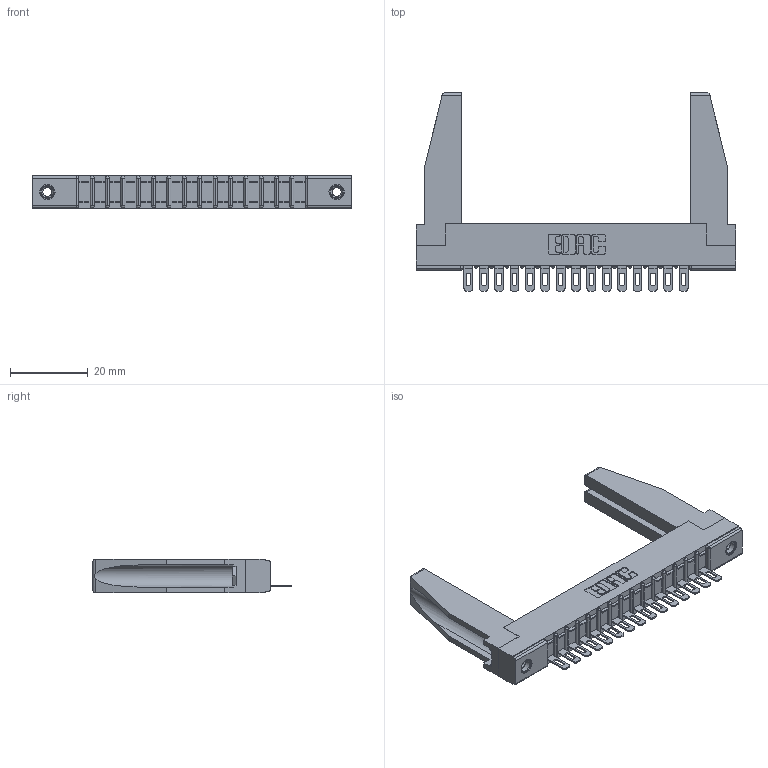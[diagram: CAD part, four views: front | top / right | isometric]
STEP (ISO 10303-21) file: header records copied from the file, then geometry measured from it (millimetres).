
FILE_DESCRIPTION (( 'STEP AP203' ), '1' );
FILE_NAME ('307-015-501-178.STEP', '2019-09-04T20:52:46', ( '' ), ( '' ), 'SwSTEP 2.0', 'SolidWorks 2016', '' );
FILE_SCHEMA (( 'CONFIG_CONTROL_DESIGN' ));
Length unit declared in the file: inch
Products named in the file (5): 307 Part_.156 Dia Mounting Holes; 307-015-501-178; 307-220-078; 345-250-001_345-250-001-102; 307-290-002_501
Assembly tree (20 placements, depth 2):
  307-015-501-178
    307 Part_.156 Dia Mounting Holes
    307-290-002_501  x15
    307-220-078  x2
    345-250-001_345-250-001-102  x2
Bounding box: 82.45 x 51.13 x 8.71 mm (x, y, z)
Volume: 9445.8 mm3; surface area: 13449.7 mm2
Topology: 20 solids, 20 shells, 1404 faces, 4223 edges, 2762 vertices
Faces by surface type: plane 814, cylinder 542, sphere 32, cone 12, torus 4
Entity records: 19421 total; most frequent: CARTESIAN_POINT 3270, ORIENTED_EDGE 3216, DIRECTION 3150, EDGE_CURVE 1608, LINE 1218, VECTOR 1218, VERTEX_POINT 1044, AXIS2_PLACEMENT_3D 966
